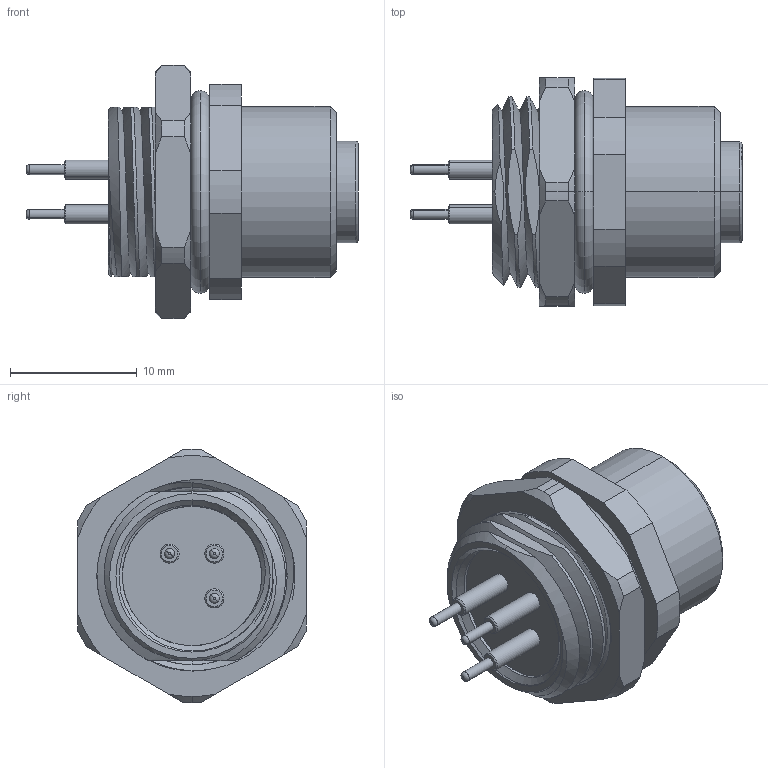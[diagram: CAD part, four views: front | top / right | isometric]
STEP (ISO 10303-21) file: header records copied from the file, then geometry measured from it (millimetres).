
FILE_DESCRIPTION (( 'STEP AP203' ), '1' );
FILE_NAME ('54-00201.STEP', '2020-10-15T17:08:26', ( '' ), ( '' ), 'SwSTEP 2.0', 'SolidWorks 2015', '' );
FILE_SCHEMA (( 'CONFIG_CONTROL_DESIGN' ));
Length unit declared in the file: millimetre
Products named in the file (7): 54-00201-03___; 54-00201-04___; 54-00201-02___; 54-00201-06___; 54-00201-05___; 54-00201; 54-00201-01___
Assembly tree (8 placements, depth 2):
  54-00201
    54-00201-01___
    54-00201-02___
    54-00201-03___  x3
    54-00201-06___
    54-00201-05___
    54-00201-04___
Bounding box: 26.2 x 18 x 20 mm (x, y, z)
Volume: 2720.4 mm3; surface area: 5230 mm2
Topology: 8 solids, 8 shells, 303 faces, 780 edges, 500 vertices
Faces by surface type: cylinder 133, plane 87, cone 45, torus 29, bspline 9
Entity records: 11827 total; most frequent: CARTESIAN_POINT 5418, ORIENTED_EDGE 1260, DIRECTION 1128, EDGE_CURVE 630, AXIS2_PLACEMENT_3D 449, VERTEX_POINT 410, EDGE_LOOP 262, FACE_OUTER_BOUND 239
